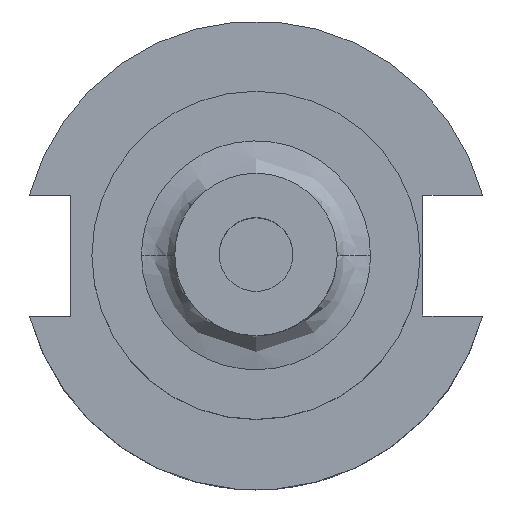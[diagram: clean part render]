
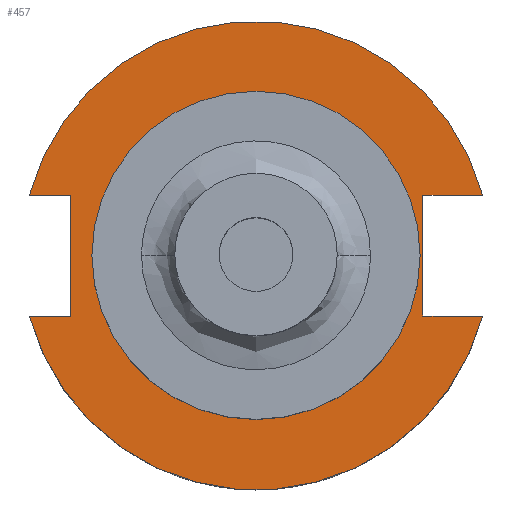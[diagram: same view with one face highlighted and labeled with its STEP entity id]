
A CAD part, top view. The second image highlights one B-rep face of the part: STEP entity #457.
In plain terms, the highlighted planar face has unit normal (0, 0, 1).
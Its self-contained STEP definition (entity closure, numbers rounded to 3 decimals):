
#6 = ORIENTED_EDGE ( 'NONE', *, *, #1241, .T. ) ;
#26 = VERTEX_POINT ( 'NONE', #662 ) ;
#39 = ORIENTED_EDGE ( 'NONE', *, *, #451, .F. ) ;
#42 = EDGE_CURVE ( 'NONE', #951, #509, #996, .T. ) ;
#157 = LINE ( 'NONE', #1808, #986 ) ;
#202 = CIRCLE ( 'NONE', #692, 31.75 ) ;
#236 = CARTESIAN_POINT ( 'NONE',  ( 0., 22.225, 19.05 ) ) ;
#275 = AXIS2_PLACEMENT_3D ( 'NONE', #1210, #591, #1908 ) ;
#278 = DIRECTION ( 'NONE',  ( -1., 0., 0. ) ) ;
#293 = CARTESIAN_POINT ( 'NONE',  ( -25.091, 8.192, 19.05 ) ) ;
#297 = DIRECTION ( 'NONE',  ( 0., 0., 1. ) ) ;
#303 = CARTESIAN_POINT ( 'NONE',  ( 0., 0., 19.05 ) ) ;
#325 = DIRECTION ( 'NONE',  ( 0., -1., 0. ) ) ;
#350 = LINE ( 'NONE', #858, #353 ) ;
#353 = VECTOR ( 'NONE', #1158, 1000. ) ;
#372 = EDGE_CURVE ( 'NONE', #1632, #1877, #350, .T. ) ;
#416 = AXIS2_PLACEMENT_3D ( 'NONE', #1848, #1853, #1820 ) ;
#433 = EDGE_CURVE ( 'NONE', #1877, #26, #202, .T. ) ;
#444 = FACE_BOUND ( 'NONE', #480, .T. ) ;
#451 = EDGE_CURVE ( 'NONE', #1546, #951, #510, .T. ) ;
#457 = ADVANCED_FACE ( 'NONE', ( #444, #511 ), #563, .F. ) ;
#480 = EDGE_LOOP ( 'NONE', ( #1851, #1817 ) ) ;
#482 = VECTOR ( 'NONE', #278, 1000. ) ;
#509 = VERTEX_POINT ( 'NONE', #1384 ) ;
#510 = LINE ( 'NONE', #866, #482 ) ;
#511 = FACE_OUTER_BOUND ( 'NONE', #1421, .T. ) ;
#519 = LINE ( 'NONE', #630, #640 ) ;
#525 = EDGE_CURVE ( 'NONE', #526, #1632, #634, .T. ) ;
#526 = VERTEX_POINT ( 'NONE', #1744 ) ;
#531 = DIRECTION ( 'NONE',  ( -1., 0., 0. ) ) ;
#560 = DIRECTION ( 'NONE',  ( 0., 0., -1. ) ) ;
#563 = PLANE ( 'NONE',  #988 ) ;
#579 = CARTESIAN_POINT ( 'NONE',  ( 31.043, -32.131, 19.05 ) ) ;
#591 = DIRECTION ( 'NONE',  ( 0., 0., -1. ) ) ;
#630 = CARTESIAN_POINT ( 'NONE',  ( 0., 8.192, 19.05 ) ) ;
#634 = LINE ( 'NONE', #1697, #1906 ) ;
#640 = VECTOR ( 'NONE', #531, 1000. ) ;
#662 = CARTESIAN_POINT ( 'NONE',  ( -30.675, -8.191, 19.05 ) ) ;
#692 = AXIS2_PLACEMENT_3D ( 'NONE', #860, #852, #731 ) ;
#727 = VERTEX_POINT ( 'NONE', #1316 ) ;
#731 = DIRECTION ( 'NONE',  ( 1., 0., 0. ) ) ;
#752 = CARTESIAN_POINT ( 'NONE',  ( 22.606, -8.192, 19.05 ) ) ;
#758 = DIRECTION ( 'NONE',  ( -1., 0., 0. ) ) ;
#786 = AXIS2_PLACEMENT_3D ( 'NONE', #303, #297, #325 ) ;
#817 = EDGE_CURVE ( 'NONE', #509, #526, #519, .T. ) ;
#852 = DIRECTION ( 'NONE',  ( 0., 0., -1. ) ) ;
#858 = CARTESIAN_POINT ( 'NONE',  ( 0., -8.192, 19.05 ) ) ;
#860 = CARTESIAN_POINT ( 'NONE',  ( 0., 0., 19.05 ) ) ;
#866 = CARTESIAN_POINT ( 'NONE',  ( 0., 8.192, 19.05 ) ) ;
#868 = LINE ( 'NONE', #1234, #870 ) ;
#870 = VECTOR ( 'NONE', #1250, 1000. ) ;
#896 = CIRCLE ( 'NONE', #786, 22.225 ) ;
#951 = VERTEX_POINT ( 'NONE', #1230 ) ;
#986 = VECTOR ( 'NONE', #758, 1000. ) ;
#988 = AXIS2_PLACEMENT_3D ( 'NONE', #579, #560, #1586 ) ;
#996 = CIRCLE ( 'NONE', #275, 31.75 ) ;
#1075 = CARTESIAN_POINT ( 'NONE',  ( 30.675, -8.192, 19.05 ) ) ;
#1085 = CIRCLE ( 'NONE', #416, 22.225 ) ;
#1158 = DIRECTION ( 'NONE',  ( 1., 0., 0. ) ) ;
#1178 = ORIENTED_EDGE ( 'NONE', *, *, #1484, .T. ) ;
#1210 = CARTESIAN_POINT ( 'NONE',  ( 0., 0., 19.05 ) ) ;
#1230 = CARTESIAN_POINT ( 'NONE',  ( -30.675, 8.192, 19.05 ) ) ;
#1234 = CARTESIAN_POINT ( 'NONE',  ( -25.091, 0., 19.05 ) ) ;
#1241 = EDGE_CURVE ( 'NONE', #1546, #727, #868, .T. ) ;
#1244 = ORIENTED_EDGE ( 'NONE', *, *, #42, .F. ) ;
#1250 = DIRECTION ( 'NONE',  ( 0., -1., 0. ) ) ;
#1316 = CARTESIAN_POINT ( 'NONE',  ( -25.091, -8.191, 19.05 ) ) ;
#1384 = CARTESIAN_POINT ( 'NONE',  ( 30.675, 8.192, 19.05 ) ) ;
#1409 = VERTEX_POINT ( 'NONE', #1892 ) ;
#1421 = EDGE_LOOP ( 'NONE', ( #1178, #1656, #1902, #1555, #1667, #1244, #39, #6 ) ) ;
#1484 = EDGE_CURVE ( 'NONE', #727, #26, #157, .T. ) ;
#1533 = EDGE_CURVE ( 'NONE', #1409, #1554, #896, .T. ) ;
#1546 = VERTEX_POINT ( 'NONE', #293 ) ;
#1554 = VERTEX_POINT ( 'NONE', #236 ) ;
#1555 = ORIENTED_EDGE ( 'NONE', *, *, #525, .F. ) ;
#1586 = DIRECTION ( 'NONE',  ( -1., 0., 0. ) ) ;
#1632 = VERTEX_POINT ( 'NONE', #752 ) ;
#1656 = ORIENTED_EDGE ( 'NONE', *, *, #433, .F. ) ;
#1667 = ORIENTED_EDGE ( 'NONE', *, *, #817, .F. ) ;
#1697 = CARTESIAN_POINT ( 'NONE',  ( 22.606, 0., 19.05 ) ) ;
#1709 = DIRECTION ( 'NONE',  ( 0., -1., 0. ) ) ;
#1744 = CARTESIAN_POINT ( 'NONE',  ( 22.606, 8.192, 19.05 ) ) ;
#1808 = CARTESIAN_POINT ( 'NONE',  ( -27.883, -8.191, 19.05 ) ) ;
#1817 = ORIENTED_EDGE ( 'NONE', *, *, #1926, .F. ) ;
#1820 = DIRECTION ( 'NONE',  ( 0., -1., 0. ) ) ;
#1848 = CARTESIAN_POINT ( 'NONE',  ( 0., 0., 19.05 ) ) ;
#1851 = ORIENTED_EDGE ( 'NONE', *, *, #1533, .F. ) ;
#1853 = DIRECTION ( 'NONE',  ( 0., 0., 1. ) ) ;
#1877 = VERTEX_POINT ( 'NONE', #1075 ) ;
#1892 = CARTESIAN_POINT ( 'NONE',  ( 0., -22.225, 19.05 ) ) ;
#1902 = ORIENTED_EDGE ( 'NONE', *, *, #372, .F. ) ;
#1906 = VECTOR ( 'NONE', #1709, 1000. ) ;
#1908 = DIRECTION ( 'NONE',  ( 1., 0., 0. ) ) ;
#1926 = EDGE_CURVE ( 'NONE', #1554, #1409, #1085, .T. ) ;
